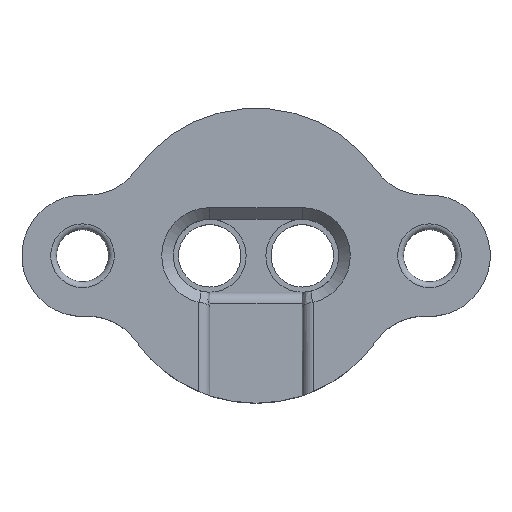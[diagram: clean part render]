
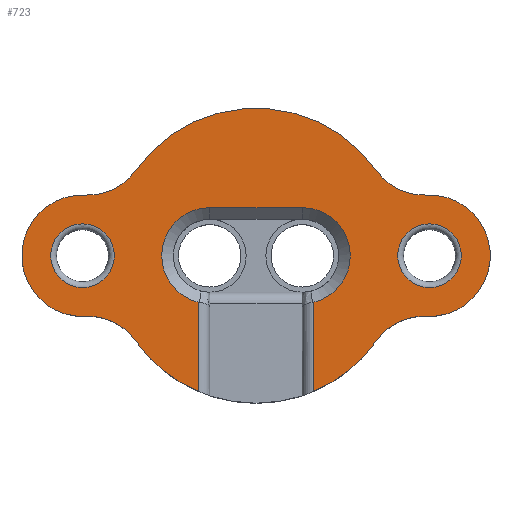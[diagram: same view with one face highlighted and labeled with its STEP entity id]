
A CAD part, top view. The second image highlights one B-rep face of the part: STEP entity #723.
In plain terms, the highlighted planar face has unit normal (0, 0, 1).
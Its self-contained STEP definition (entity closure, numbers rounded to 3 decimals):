
#19=FACE_BOUND('',#246,.T.);
#20=FACE_BOUND('',#247,.T.);
#28=PLANE('',#776);
#41=LINE('',#1575,#81);
#49=LINE('',#1629,#89);
#50=LINE('',#1632,#90);
#81=VECTOR('',#871,10.);
#89=VECTOR('',#897,10.);
#90=VECTOR('',#900,10.);
#145=CIRCLE('',#772,12.75);
#147=CIRCLE('',#774,12.75);
#149=CIRCLE('',#777,4.15);
#150=CIRCLE('',#778,4.15);
#151=CIRCLE('',#779,5.);
#152=CIRCLE('',#780,5.25);
#153=CIRCLE('',#781,5.);
#154=CIRCLE('',#782,12.75);
#155=CIRCLE('',#783,5.);
#156=CIRCLE('',#784,5.25);
#157=CIRCLE('',#785,5.);
#158=CIRCLE('',#786,2.75);
#159=CIRCLE('',#787,2.75);
#200=FACE_OUTER_BOUND('',#245,.T.);
#245=EDGE_LOOP('',(#541,#542,#543,#544,#545,#546,#547,#548,#549,#550,#551,
#552,#553,#554));
#246=EDGE_LOOP('',(#555));
#247=EDGE_LOOP('',(#556));
#323=VERTEX_POINT('',#1573);
#324=VERTEX_POINT('',#1574);
#329=VERTEX_POINT('',#1601);
#332=VERTEX_POINT('',#1607);
#333=VERTEX_POINT('',#1609);
#336=VERTEX_POINT('',#1626);
#337=VERTEX_POINT('',#1628);
#338=VERTEX_POINT('',#1630);
#339=VERTEX_POINT('',#1633);
#340=VERTEX_POINT('',#1635);
#341=VERTEX_POINT('',#1637);
#342=VERTEX_POINT('',#1639);
#343=VERTEX_POINT('',#1641);
#344=VERTEX_POINT('',#1643);
#345=VERTEX_POINT('',#1646);
#346=VERTEX_POINT('',#1648);
#399=EDGE_CURVE('',#323,#324,#41,.T.);
#407=EDGE_CURVE('',#324,#329,#145,.T.);
#411=EDGE_CURVE('',#332,#333,#147,.T.);
#415=EDGE_CURVE('',#336,#323,#149,.T.);
#416=EDGE_CURVE('',#337,#336,#49,.T.);
#417=EDGE_CURVE('',#338,#337,#150,.T.);
#418=EDGE_CURVE('',#333,#338,#50,.T.);
#419=EDGE_CURVE('',#339,#332,#151,.T.);
#420=EDGE_CURVE('',#339,#340,#152,.T.);
#421=EDGE_CURVE('',#341,#340,#153,.T.);
#422=EDGE_CURVE('',#341,#342,#154,.T.);
#423=EDGE_CURVE('',#343,#342,#155,.T.);
#424=EDGE_CURVE('',#343,#344,#156,.T.);
#425=EDGE_CURVE('',#329,#344,#157,.T.);
#426=EDGE_CURVE('',#345,#345,#158,.T.);
#427=EDGE_CURVE('',#346,#346,#159,.T.);
#541=ORIENTED_EDGE('',*,*,#399,.F.);
#542=ORIENTED_EDGE('',*,*,#415,.F.);
#543=ORIENTED_EDGE('',*,*,#416,.F.);
#544=ORIENTED_EDGE('',*,*,#417,.F.);
#545=ORIENTED_EDGE('',*,*,#418,.F.);
#546=ORIENTED_EDGE('',*,*,#411,.F.);
#547=ORIENTED_EDGE('',*,*,#419,.F.);
#548=ORIENTED_EDGE('',*,*,#420,.T.);
#549=ORIENTED_EDGE('',*,*,#421,.F.);
#550=ORIENTED_EDGE('',*,*,#422,.T.);
#551=ORIENTED_EDGE('',*,*,#423,.F.);
#552=ORIENTED_EDGE('',*,*,#424,.T.);
#553=ORIENTED_EDGE('',*,*,#425,.F.);
#554=ORIENTED_EDGE('',*,*,#407,.F.);
#555=ORIENTED_EDGE('',*,*,#426,.F.);
#556=ORIENTED_EDGE('',*,*,#427,.F.);
#723=ADVANCED_FACE('',(#200,#19,#20),#28,.T.);
#772=AXIS2_PLACEMENT_3D('',#1602,#882,#883);
#774=AXIS2_PLACEMENT_3D('',#1610,#888,#889);
#776=AXIS2_PLACEMENT_3D('',#1625,#893,#894);
#777=AXIS2_PLACEMENT_3D('',#1627,#895,#896);
#778=AXIS2_PLACEMENT_3D('',#1631,#898,#899);
#779=AXIS2_PLACEMENT_3D('',#1634,#901,#902);
#780=AXIS2_PLACEMENT_3D('',#1636,#903,#904);
#781=AXIS2_PLACEMENT_3D('',#1638,#905,#906);
#782=AXIS2_PLACEMENT_3D('',#1640,#907,#908);
#783=AXIS2_PLACEMENT_3D('',#1642,#909,#910);
#784=AXIS2_PLACEMENT_3D('',#1644,#911,#912);
#785=AXIS2_PLACEMENT_3D('',#1645,#913,#914);
#786=AXIS2_PLACEMENT_3D('',#1647,#915,#916);
#787=AXIS2_PLACEMENT_3D('',#1649,#917,#918);
#871=DIRECTION('',(0.,-1.,0.));
#882=DIRECTION('center_axis',(0.,0.,-1.));
#883=DIRECTION('ref_axis',(-1.,0.,0.));
#888=DIRECTION('center_axis',(0.,0.,-1.));
#889=DIRECTION('ref_axis',(-1.,0.,0.));
#893=DIRECTION('center_axis',(0.,0.,1.));
#894=DIRECTION('ref_axis',(1.,0.,0.));
#895=DIRECTION('center_axis',(0.,0.,1.));
#896=DIRECTION('ref_axis',(-1.,0.,0.));
#897=DIRECTION('',(-1.,0.,0.));
#898=DIRECTION('center_axis',(0.,0.,1.));
#899=DIRECTION('ref_axis',(1.,0.,0.));
#900=DIRECTION('',(0.,1.,0.));
#901=DIRECTION('center_axis',(0.,0.,1.));
#902=DIRECTION('ref_axis',(-0.438,0.899,0.));
#903=DIRECTION('center_axis',(0.,0.,1.));
#904=DIRECTION('ref_axis',(-1.,0.,0.));
#905=DIRECTION('center_axis',(0.,0.,1.));
#906=DIRECTION('ref_axis',(-0.438,-0.899,0.));
#907=DIRECTION('center_axis',(0.,0.,1.));
#908=DIRECTION('ref_axis',(-1.,0.,0.));
#909=DIRECTION('center_axis',(0.,0.,1.));
#910=DIRECTION('ref_axis',(0.438,-0.899,0.));
#911=DIRECTION('center_axis',(0.,0.,1.));
#912=DIRECTION('ref_axis',(-1.,0.,0.));
#913=DIRECTION('center_axis',(0.,0.,1.));
#914=DIRECTION('ref_axis',(0.438,0.899,0.));
#915=DIRECTION('center_axis',(0.,0.,1.));
#916=DIRECTION('ref_axis',(-1.,0.,0.));
#917=DIRECTION('center_axis',(0.,0.,1.));
#918=DIRECTION('ref_axis',(-1.,0.,0.));
#1573=CARTESIAN_POINT('',(79.501,92.436,8.324));
#1574=CARTESIAN_POINT('',(79.501,84.735,8.324));
#1575=CARTESIAN_POINT('',(79.501,90.411,8.324));
#1601=CARTESIAN_POINT('',(74.085,89.11,8.324));
#1602=CARTESIAN_POINT('Origin',(84.501,96.464,8.324));
#1607=CARTESIAN_POINT('',(94.916,89.11,8.324));
#1609=CARTESIAN_POINT('',(89.5,84.735,8.324));
#1610=CARTESIAN_POINT('Origin',(84.501,96.464,8.324));
#1625=CARTESIAN_POINT('Origin',(84.501,96.464,8.324));
#1626=CARTESIAN_POINT('',(80.501,100.614,8.324));
#1627=CARTESIAN_POINT('Origin',(80.501,96.464,8.324));
#1628=CARTESIAN_POINT('',(88.5,100.614,8.324));
#1629=CARTESIAN_POINT('',(82.001,100.614,8.324));
#1630=CARTESIAN_POINT('',(89.5,92.436,8.324));
#1631=CARTESIAN_POINT('Origin',(88.5,96.464,8.324));
#1632=CARTESIAN_POINT('',(89.5,94.389,8.324));
#1633=CARTESIAN_POINT('',(99.244,91.22,8.324));
#1634=CARTESIAN_POINT('Origin',(99.001,86.226,8.324));
#1635=CARTESIAN_POINT('',(99.244,101.708,8.324));
#1636=CARTESIAN_POINT('Origin',(99.501,96.464,8.324));
#1637=CARTESIAN_POINT('',(94.916,103.818,8.324));
#1638=CARTESIAN_POINT('Origin',(99.001,106.702,8.324));
#1639=CARTESIAN_POINT('',(74.085,103.818,8.324));
#1640=CARTESIAN_POINT('Origin',(84.501,96.464,8.324));
#1641=CARTESIAN_POINT('',(69.757,101.708,8.324));
#1642=CARTESIAN_POINT('Origin',(70.001,106.702,8.324));
#1643=CARTESIAN_POINT('',(69.757,91.22,8.324));
#1644=CARTESIAN_POINT('Origin',(69.501,96.464,8.324));
#1645=CARTESIAN_POINT('Origin',(70.001,86.226,8.324));
#1646=CARTESIAN_POINT('',(72.251,96.464,8.324));
#1647=CARTESIAN_POINT('Origin',(69.501,96.464,8.324));
#1648=CARTESIAN_POINT('',(102.251,96.464,8.324));
#1649=CARTESIAN_POINT('Origin',(99.501,96.464,8.324));
